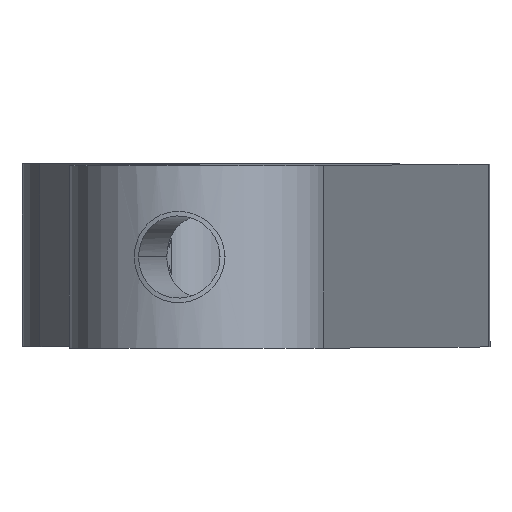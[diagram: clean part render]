
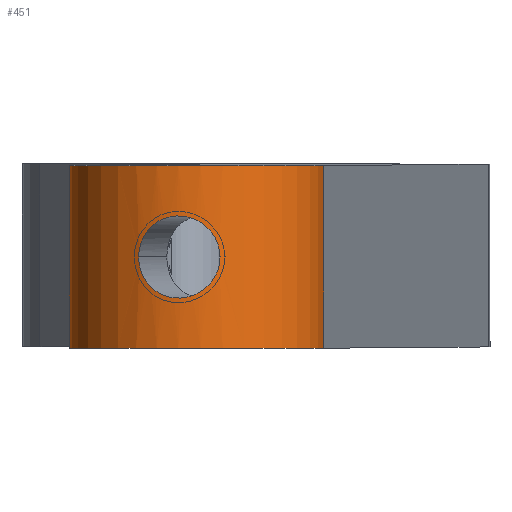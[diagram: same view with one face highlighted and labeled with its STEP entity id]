
A CAD part, front view. The second image highlights one B-rep face of the part: STEP entity #451.
In plain terms, the highlighted cylindrical face has radius 7 mm (diameter 14 mm), a partial arc.
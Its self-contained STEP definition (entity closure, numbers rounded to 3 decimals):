
#33=CARTESIAN_POINT('',(66.481,-128.718,94.615));
#34=DIRECTION('',(0.,-0.001,1.));
#35=DIRECTION('',(-0.989,0.147,0.));
#36=AXIS2_PLACEMENT_3D('',#33,#34,#35);
#124=CARTESIAN_POINT('',(66.481,-128.73,104.615));
#125=DIRECTION('',(0.,-0.001,1.));
#126=DIRECTION('',(-0.989,0.147,0.));
#127=AXIS2_PLACEMENT_3D('',#124,#125,#126);
#160=DIRECTION('',(0.,-0.001,1.));
#161=VECTOR('',#160,10.);
#162=CARTESIAN_POINT('',(73.405,-129.746,94.614));
#163=LINE('',#162,#161);
#164=DIRECTION('',(0.,-0.001,1.));
#165=VECTOR('',#164,10.);
#166=CARTESIAN_POINT('',(59.557,-127.691,94.616));
#167=LINE('',#166,#165);
#168=CARTESIAN_POINT('',(67.734,-135.611,99.608));
#169=CARTESIAN_POINT('',(67.734,-135.611,99.431));
#170=CARTESIAN_POINT('',(67.693,-135.618,99.086));
#171=CARTESIAN_POINT('',(67.497,-135.65,98.572));
#172=CARTESIAN_POINT('',(67.19,-135.689,98.129));
#173=CARTESIAN_POINT('',(66.788,-135.719,97.768));
#174=CARTESIAN_POINT('',(66.333,-135.726,97.515));
#175=CARTESIAN_POINT('',(65.822,-135.697,97.367));
#176=CARTESIAN_POINT('',(65.294,-135.627,97.34));
#177=CARTESIAN_POINT('',(64.745,-135.51,97.45));
#178=CARTESIAN_POINT('',(64.249,-135.362,97.697));
#179=CARTESIAN_POINT('',(63.827,-135.204,98.069));
#180=CARTESIAN_POINT('',(63.516,-135.066,98.53));
#181=CARTESIAN_POINT('',(63.323,-134.971,99.063));
#182=CARTESIAN_POINT('',(63.282,-134.95,99.423));
#183=CARTESIAN_POINT('',(63.282,-134.95,99.608));
#185=CARTESIAN_POINT('',(63.282,-134.95,99.608));
#186=CARTESIAN_POINT('',(63.282,-134.951,99.784));
#187=CARTESIAN_POINT('',(63.319,-134.97,100.128));
#188=CARTESIAN_POINT('',(63.496,-135.059,100.642));
#189=CARTESIAN_POINT('',(63.778,-135.186,101.084));
#190=CARTESIAN_POINT('',(64.154,-135.333,101.446));
#191=CARTESIAN_POINT('',(64.587,-135.471,101.698));
#192=CARTESIAN_POINT('',(65.083,-135.592,101.846));
#193=CARTESIAN_POINT('',(65.608,-135.679,101.874));
#194=CARTESIAN_POINT('',(66.169,-135.727,101.765));
#195=CARTESIAN_POINT('',(66.687,-135.729,101.518));
#196=CARTESIAN_POINT('',(67.138,-135.699,101.147));
#197=CARTESIAN_POINT('',(67.476,-135.656,100.686));
#198=CARTESIAN_POINT('',(67.688,-135.62,100.152));
#199=CARTESIAN_POINT('',(67.734,-135.611,99.792));
#200=CARTESIAN_POINT('',(67.734,-135.611,99.608));
#248=CARTESIAN_POINT('',(59.557,-127.691,94.616));
#249=CARTESIAN_POINT('',(73.405,-129.746,94.614));
#250=VERTEX_POINT('',#248);
#251=VERTEX_POINT('',#249);
#256=CARTESIAN_POINT('',(59.557,-127.702,104.616));
#257=CARTESIAN_POINT('',(73.405,-129.757,104.614));
#258=VERTEX_POINT('',#256);
#259=VERTEX_POINT('',#257);
#296=VERTEX_POINT('',#168);
#297=VERTEX_POINT('',#183);
#433=CARTESIAN_POINT('',(66.481,-128.718,94.615));
#434=DIRECTION('',(0.,-0.001,1.));
#435=DIRECTION('',(0.,-1.,-0.001));
#436=AXIS2_PLACEMENT_3D('',#433,#434,#435);
#437=CYLINDRICAL_SURFACE('',#436,7.);
#438=ORIENTED_EDGE('',*,*,#319,.F.);
#440=ORIENTED_EDGE('',*,*,#439,.T.);
#441=ORIENTED_EDGE('',*,*,#381,.T.);
#442=ORIENTED_EDGE('',*,*,#427,.F.);
#443=EDGE_LOOP('',(#438,#440,#441,#442));
#444=FACE_OUTER_BOUND('',#443,.F.);
#446=ORIENTED_EDGE('',*,*,#445,.F.);
#448=ORIENTED_EDGE('',*,*,#447,.F.);
#449=EDGE_LOOP('',(#446,#448));
#450=FACE_BOUND('',#449,.F.);
#451=ADVANCED_FACE('',(#444,#450),#437,.T.);
#37=CIRCLE('',#36,7.);
#128=CIRCLE('',#127,7.);
#184=B_SPLINE_CURVE_WITH_KNOTS('',3,(#168,#169,#170,#171,#172,#173,#174,#175,
#176,#177,#178,#179,#180,#181,#182,#183),.UNSPECIFIED.,.F.,.F.,(4,1,1,1,1,1,1,1,
1,1,1,1,1,4),(0.,0.077,0.154,0.231,
0.308,0.385,0.462,0.538,
0.615,0.692,0.769,0.846,
0.923,1.),.UNSPECIFIED.);
#201=B_SPLINE_CURVE_WITH_KNOTS('',3,(#185,#186,#187,#188,#189,#190,#191,#192,
#193,#194,#195,#196,#197,#198,#199,#200),.UNSPECIFIED.,.F.,.F.,(4,1,1,1,1,1,1,1,
1,1,1,1,1,4),(0.,0.077,0.154,0.231,
0.308,0.385,0.462,0.538,
0.615,0.692,0.769,0.846,
0.923,1.),.UNSPECIFIED.);
#319=EDGE_CURVE('',#250,#251,#37,.T.);
#381=EDGE_CURVE('',#258,#259,#128,.T.);
#427=EDGE_CURVE('',#251,#259,#163,.T.);
#439=EDGE_CURVE('',#250,#258,#167,.T.);
#445=EDGE_CURVE('',#296,#297,#184,.T.);
#447=EDGE_CURVE('',#297,#296,#201,.T.);
